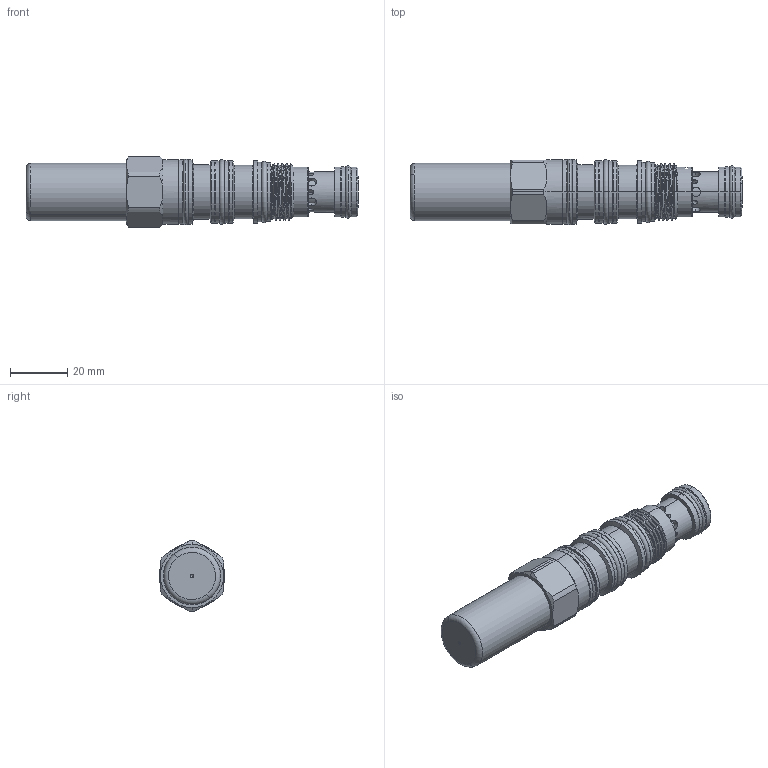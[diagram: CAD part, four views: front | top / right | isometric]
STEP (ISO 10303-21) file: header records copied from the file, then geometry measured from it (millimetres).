
FILE_DESCRIPTION (( 'STEP AP203' ), '1' );
FILE_NAME ('CW21A4B(4E)(4J)-C.STEP', '2020-03-18T07:28:31', ( '' ), ( '' ), 'SwSTEP 2.0', 'SolidWorks 2018', '' );
FILE_SCHEMA (( 'CONFIG_CONTROL_DESIGN' ));
Length unit declared in the file: millimetre
Products named in the file (1): CW21A4B(4E)(4J)-C
Bounding box: 115.94 x 22.98 x 24.6 mm (x, y, z)
Volume: 30917 mm3; surface area: 16189.1 mm2
Topology: 5 solids, 5 shells, 372 faces, 857 edges, 531 vertices
Faces by surface type: cylinder 187, plane 79, cone 51, torus 45, bspline 9, sphere 1
Entity records: 15680 total; most frequent: CARTESIAN_POINT 7390, DIRECTION 1738, ORIENTED_EDGE 1706, EDGE_CURVE 853, AXIS2_PLACEMENT_3D 737, VERTEX_POINT 530, EDGE_LOOP 419, CIRCLE 373
